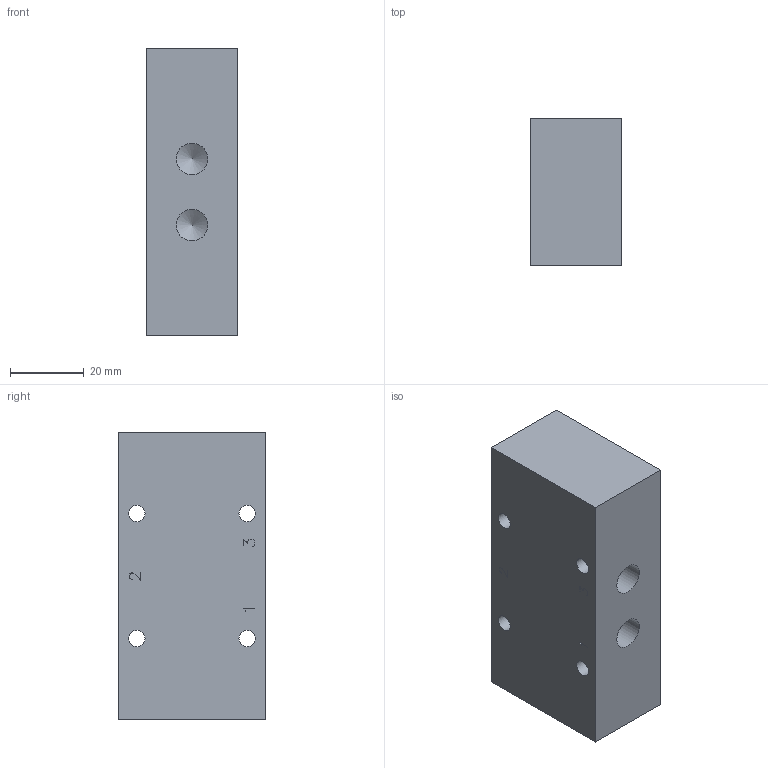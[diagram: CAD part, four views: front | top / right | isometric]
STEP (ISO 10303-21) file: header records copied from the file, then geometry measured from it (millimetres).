
FILE_DESCRIPTION(/* description */ (''),/* implementation_level */ '2;1');
FILE_NAME(/* name */ 'p_05_320.stp',/* time_stamp */ '2017-01-10T13:30:08+01:00',/* author */ ('hamoud'),/* organization */ (''),/* preprocessor_version */ 'ST-DEVELOPER v15.6',/* originating_system */ 'Autodesk Inventor LT ',/* authorisation */ '');
FILE_SCHEMA (('AUTOMOTIVE_DESIGN { 1 0 10303 214 3 1 1 }'));
Length unit declared in the file: millimetre
Products named in the file (1): p_05_320
Bounding box: 25 x 40 x 78 mm (x, y, z)
Volume: 72992 mm3; surface area: 14977.4 mm2
Topology: 1 solids, 1 shells, 160 faces, 451 edges, 299 vertices
Faces by surface type: plane 146, cylinder 9, cone 5
Full cylindrical faces by diameter (mm): 4.5 x4, 8.566 x5
Entity records: 4998 total; most frequent: CARTESIAN_POINT 887, ORIENTED_EDGE 864, DIRECTION 772, EDGE_CURVE 432, LINE 414, VECTOR 414, VERTEX_POINT 294, EDGE_LOOP 188
